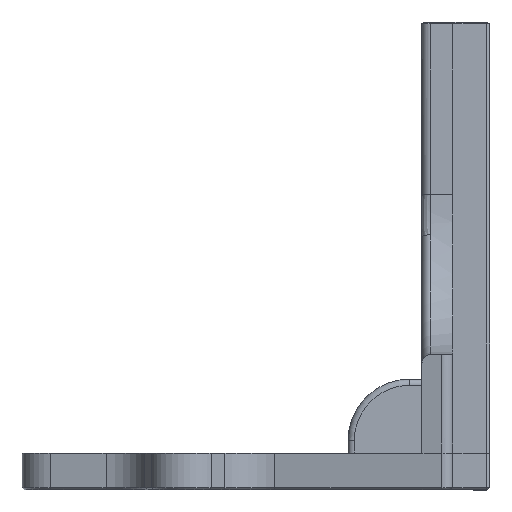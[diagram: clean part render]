
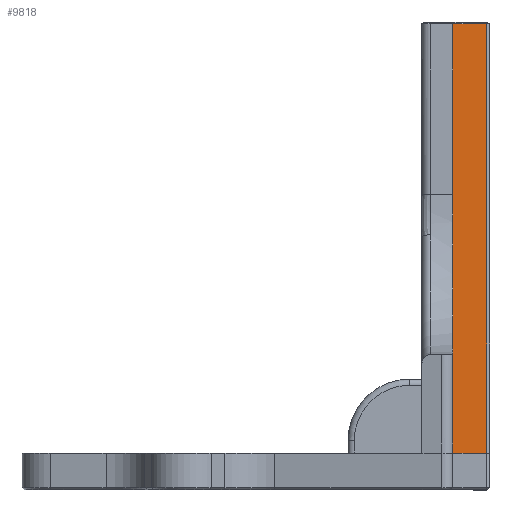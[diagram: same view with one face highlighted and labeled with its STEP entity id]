
A CAD part, front view. The second image highlights one B-rep face of the part: STEP entity #9818.
In plain terms, the highlighted planar face has unit normal (0, -1, 0).
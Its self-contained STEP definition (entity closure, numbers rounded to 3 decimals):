
#5215 = PLANE('',#5216);
#5216 = AXIS2_PLACEMENT_3D('',#5217,#5218,#5219);
#5217 = CARTESIAN_POINT('',(-40.919,54.143,-6.));
#5218 = DIRECTION('',(-1.,0.,0.));
#5219 = DIRECTION('',(0.,-1.,0.));
#7664 = VERTEX_POINT('',#7665);
#7665 = CARTESIAN_POINT('',(-40.919,54.143,-6.));
#7686 = EDGE_CURVE('',#7664,#7687,#7689,.T.);
#7687 = VERTEX_POINT('',#7688);
#7688 = CARTESIAN_POINT('',(-40.919,54.143,-75.7));
#7689 = SURFACE_CURVE('',#7690,(#7694,#7701),.PCURVE_S1.);
#7690 = LINE('',#7691,#7692);
#7691 = CARTESIAN_POINT('',(-40.919,54.143,-6.));
#7692 = VECTOR('',#7693,1.);
#7693 = DIRECTION('',(0.,0.,-1.));
#7694 = PCURVE('',#5215,#7695);
#7695 = DEFINITIONAL_REPRESENTATION('',(#7696),#7700);
#7696 = LINE('',#7697,#7698);
#7697 = CARTESIAN_POINT('',(0.,0.));
#7698 = VECTOR('',#7699,1.);
#7699 = DIRECTION('',(0.,-1.));
#7700 = ( GEOMETRIC_REPRESENTATION_CONTEXT(2) 
PARAMETRIC_REPRESENTATION_CONTEXT() REPRESENTATION_CONTEXT('2D SPACE',''
  ) );
#7701 = PCURVE('',#7702,#7707);
#7702 = PLANE('',#7703);
#7703 = AXIS2_PLACEMENT_3D('',#7704,#7705,#7706);
#7704 = CARTESIAN_POINT('',(-46.419,54.143,-6.));
#7705 = DIRECTION('',(0.,-1.,0.));
#7706 = DIRECTION('',(1.,0.,0.));
#7707 = DEFINITIONAL_REPRESENTATION('',(#7708),#7712);
#7708 = LINE('',#7709,#7710);
#7709 = CARTESIAN_POINT('',(5.5,0.));
#7710 = VECTOR('',#7711,1.);
#7711 = DIRECTION('',(0.,-1.));
#7712 = ( GEOMETRIC_REPRESENTATION_CONTEXT(2) 
PARAMETRIC_REPRESENTATION_CONTEXT() REPRESENTATION_CONTEXT('2D SPACE',''
  ) );
#8136 = PLANE('',#8137);
#8137 = AXIS2_PLACEMENT_3D('',#8138,#8139,#8140);
#8138 = CARTESIAN_POINT('',(-46.419,54.293,-75.85));
#8139 = DIRECTION('',(0.,-0.707,
    -0.707));
#8140 = DIRECTION('',(1.,0.,0.));
#9514 = PLANE('',#9515);
#9515 = AXIS2_PLACEMENT_3D('',#9516,#9517,#9518);
#9516 = CARTESIAN_POINT('',(-46.419,54.143,
    0.));
#9517 = DIRECTION('',(0.,-1.,0.));
#9518 = DIRECTION('',(1.,0.,0.));
#9818 = ADVANCED_FACE('',(#9819),#7702,.T.);
#9819 = FACE_BOUND('',#9820,.T.);
#9820 = EDGE_LOOP('',(#9821,#9851,#9872,#9873));
#9821 = ORIENTED_EDGE('',*,*,#9822,.T.);
#9822 = EDGE_CURVE('',#9823,#9825,#9827,.T.);
#9823 = VERTEX_POINT('',#9824);
#9824 = CARTESIAN_POINT('',(-46.419,54.143,-6.));
#9825 = VERTEX_POINT('',#9826);
#9826 = CARTESIAN_POINT('',(-46.419,54.143,-75.7));
#9827 = SURFACE_CURVE('',#9828,(#9832,#9839),.PCURVE_S1.);
#9828 = LINE('',#9829,#9830);
#9829 = CARTESIAN_POINT('',(-46.419,54.143,-6.));
#9830 = VECTOR('',#9831,1.);
#9831 = DIRECTION('',(0.,0.,-1.));
#9832 = PCURVE('',#7702,#9833);
#9833 = DEFINITIONAL_REPRESENTATION('',(#9834),#9838);
#9834 = LINE('',#9835,#9836);
#9835 = CARTESIAN_POINT('',(0.,0.));
#9836 = VECTOR('',#9837,1.);
#9837 = DIRECTION('',(0.,-1.));
#9838 = ( GEOMETRIC_REPRESENTATION_CONTEXT(2) 
PARAMETRIC_REPRESENTATION_CONTEXT() REPRESENTATION_CONTEXT('2D SPACE',''
  ) );
#9839 = PCURVE('',#9840,#9845);
#9840 = CYLINDRICAL_SURFACE('',#9841,0.5);
#9841 = AXIS2_PLACEMENT_3D('',#9842,#9843,#9844);
#9842 = CARTESIAN_POINT('',(-46.419,54.643,-6.));
#9843 = DIRECTION('',(0.,0.,1.));
#9844 = DIRECTION('',(1.,0.,0.));
#9845 = DEFINITIONAL_REPRESENTATION('',(#9846),#9850);
#9846 = LINE('',#9847,#9848);
#9847 = CARTESIAN_POINT('',(-1.571,0.));
#9848 = VECTOR('',#9849,1.);
#9849 = DIRECTION('',(0.,-1.));
#9850 = ( GEOMETRIC_REPRESENTATION_CONTEXT(2) 
PARAMETRIC_REPRESENTATION_CONTEXT() REPRESENTATION_CONTEXT('2D SPACE',''
  ) );
#9851 = ORIENTED_EDGE('',*,*,#9852,.T.);
#9852 = EDGE_CURVE('',#9825,#7687,#9853,.T.);
#9853 = SURFACE_CURVE('',#9854,(#9858,#9865),.PCURVE_S1.);
#9854 = LINE('',#9855,#9856);
#9855 = CARTESIAN_POINT('',(-46.419,54.143,-75.7));
#9856 = VECTOR('',#9857,1.);
#9857 = DIRECTION('',(1.,0.,0.));
#9858 = PCURVE('',#7702,#9859);
#9859 = DEFINITIONAL_REPRESENTATION('',(#9860),#9864);
#9860 = LINE('',#9861,#9862);
#9861 = CARTESIAN_POINT('',(0.,-69.7));
#9862 = VECTOR('',#9863,1.);
#9863 = DIRECTION('',(1.,0.));
#9864 = ( GEOMETRIC_REPRESENTATION_CONTEXT(2) 
PARAMETRIC_REPRESENTATION_CONTEXT() REPRESENTATION_CONTEXT('2D SPACE',''
  ) );
#9865 = PCURVE('',#8136,#9866);
#9866 = DEFINITIONAL_REPRESENTATION('',(#9867),#9871);
#9867 = LINE('',#9868,#9869);
#9868 = CARTESIAN_POINT('',(0.,0.212));
#9869 = VECTOR('',#9870,1.);
#9870 = DIRECTION('',(1.,0.));
#9871 = ( GEOMETRIC_REPRESENTATION_CONTEXT(2) 
PARAMETRIC_REPRESENTATION_CONTEXT() REPRESENTATION_CONTEXT('2D SPACE',''
  ) );
#9872 = ORIENTED_EDGE('',*,*,#7686,.F.);
#9873 = ORIENTED_EDGE('',*,*,#9874,.F.);
#9874 = EDGE_CURVE('',#9823,#7664,#9875,.T.);
#9875 = SURFACE_CURVE('',#9876,(#9880,#9887),.PCURVE_S1.);
#9876 = LINE('',#9877,#9878);
#9877 = CARTESIAN_POINT('',(-46.419,54.143,-6.));
#9878 = VECTOR('',#9879,1.);
#9879 = DIRECTION('',(1.,0.,0.));
#9880 = PCURVE('',#7702,#9881);
#9881 = DEFINITIONAL_REPRESENTATION('',(#9882),#9886);
#9882 = LINE('',#9883,#9884);
#9883 = CARTESIAN_POINT('',(0.,0.));
#9884 = VECTOR('',#9885,1.);
#9885 = DIRECTION('',(1.,0.));
#9886 = ( GEOMETRIC_REPRESENTATION_CONTEXT(2) 
PARAMETRIC_REPRESENTATION_CONTEXT() REPRESENTATION_CONTEXT('2D SPACE',''
  ) );
#9887 = PCURVE('',#9514,#9888);
#9888 = DEFINITIONAL_REPRESENTATION('',(#9889),#9893);
#9889 = LINE('',#9890,#9891);
#9890 = CARTESIAN_POINT('',(0.,-6.));
#9891 = VECTOR('',#9892,1.);
#9892 = DIRECTION('',(1.,0.));
#9893 = ( GEOMETRIC_REPRESENTATION_CONTEXT(2) 
PARAMETRIC_REPRESENTATION_CONTEXT() REPRESENTATION_CONTEXT('2D SPACE',''
  ) );
